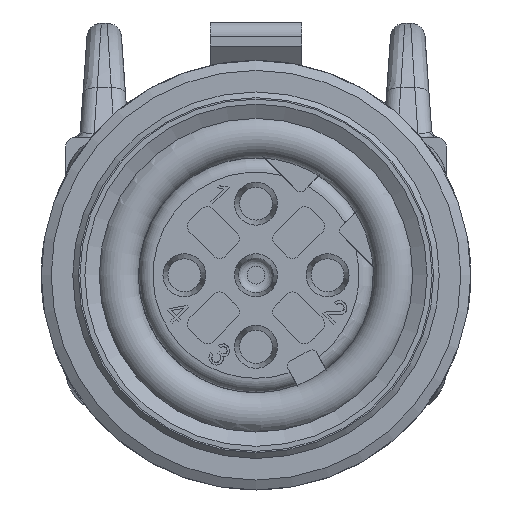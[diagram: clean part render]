
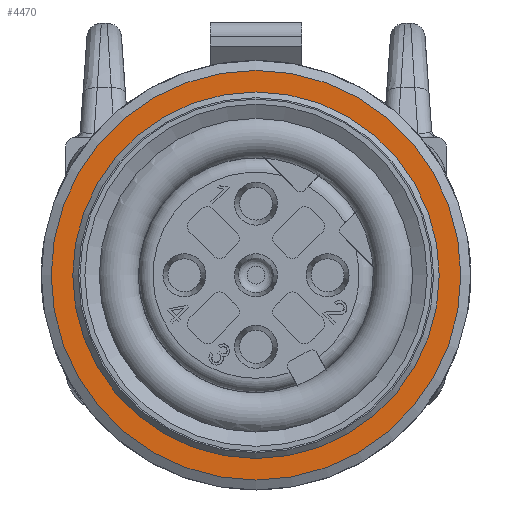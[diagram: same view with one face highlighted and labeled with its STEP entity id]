
A CAD part, front view. The second image highlights one B-rep face of the part: STEP entity #4470.
In plain terms, the highlighted planar face has unit normal (0, -1, 0).
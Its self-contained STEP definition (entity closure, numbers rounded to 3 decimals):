
#691=PLANE('',#15814);
#4470=ADVANCED_FACE('',(#5676,#5677),#691,.F.);
#5676=FACE_BOUND('',#5811,.T.);
#5677=FACE_BOUND('',#5812,.T.);
#5811=EDGE_LOOP('',(#6858));
#5812=EDGE_LOOP('',(#6859));
#6858=ORIENTED_EDGE('',*,*,#12887,.F.);
#6859=ORIENTED_EDGE('',*,*,#12888,.T.);
#11414=VERTEX_POINT('',#21713);
#11415=VERTEX_POINT('',#21716);
#12887=EDGE_CURVE('',#11414,#11414,#15141,.T.);
#12888=EDGE_CURVE('',#11415,#11415,#15142,.T.);
#15141=CIRCLE('',#15811,6.4);
#15142=CIRCLE('',#15813,7.154);
#15811=AXIS2_PLACEMENT_3D('',#21712,#17331,#17332);
#15813=AXIS2_PLACEMENT_3D('',#21715,#17335,#17336);
#15814=AXIS2_PLACEMENT_3D('',#21717,#17337,#17338);
#17331=DIRECTION('',(0.,-1.,0.));
#17332=DIRECTION('',(0.,0.,1.));
#17335=DIRECTION('',(0.,-1.,0.));
#17336=DIRECTION('',(0.,0.,1.));
#17337=DIRECTION('',(0.,1.,0.));
#17338=DIRECTION('',(0.,0.,-1.));
#21712=CARTESIAN_POINT('',(84.633,-49.732,0.));
#21713=CARTESIAN_POINT('',(84.633,-49.732,6.4));
#21715=CARTESIAN_POINT('',(84.633,-49.732,0.));
#21716=CARTESIAN_POINT('',(84.633,-49.732,7.154));
#21717=CARTESIAN_POINT('',(84.633,-49.732,7.154));
